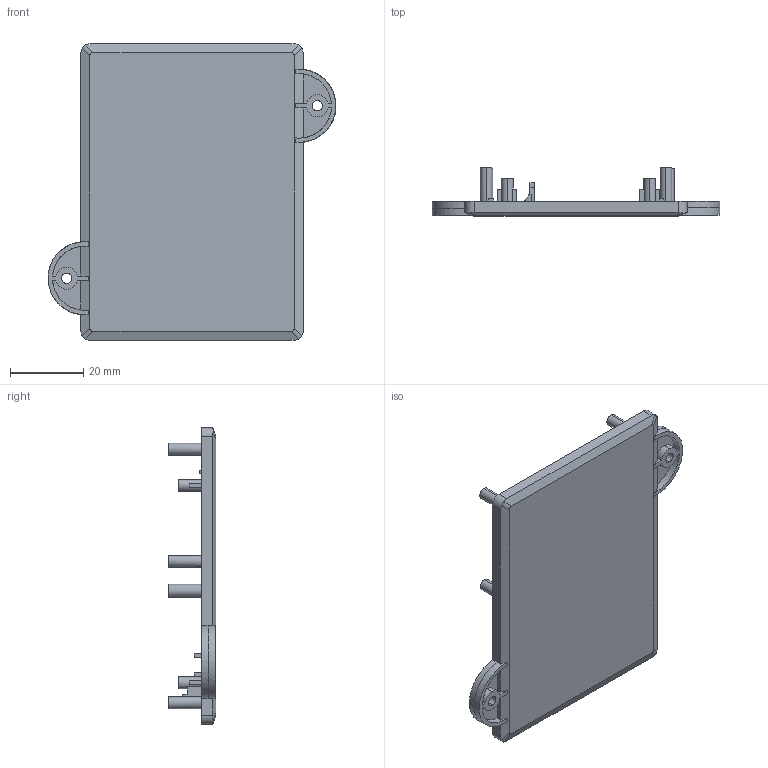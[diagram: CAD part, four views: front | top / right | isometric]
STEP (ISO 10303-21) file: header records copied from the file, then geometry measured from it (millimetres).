
FILE_DESCRIPTION (( 'STEP AP214' ), '1' );
FILE_NAME ('Part2.STEP', '2013-02-01T19:42:31', ( 'Mxn' ), ( ' ' ), 'SwSTEP 2.0', 'SolidWorks 2012', '' );
FILE_SCHEMA (( 'AUTOMOTIVE_DESIGN' ));
Length unit declared in the file: millimetre
Products named in the file (1): Part2
Bounding box: 78.77 x 13.1 x 81.19 mm (x, y, z)
Volume: 10756.7 mm3; surface area: 15017.5 mm2
Topology: 1 solids, 1 shells, 301 faces, 838 edges, 558 vertices
Faces by surface type: plane 203, cylinder 94, bspline 4
Entity records: 9770 total; most frequent: CARTESIAN_POINT 1900, ORIENTED_EDGE 1676, DIRECTION 1612, EDGE_CURVE 838, VECTOR 576, LINE 576, VERTEX_POINT 558, AXIS2_PLACEMENT_3D 518
